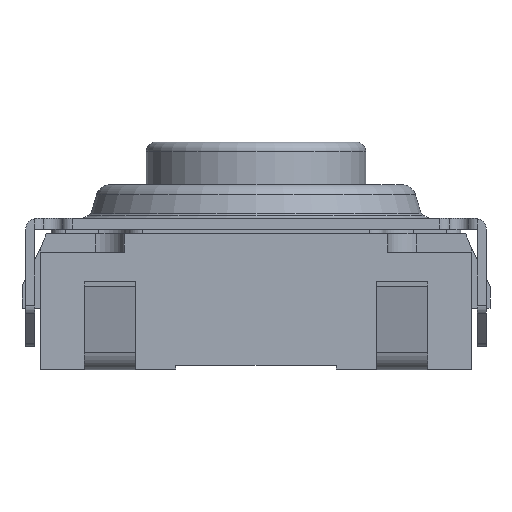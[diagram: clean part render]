
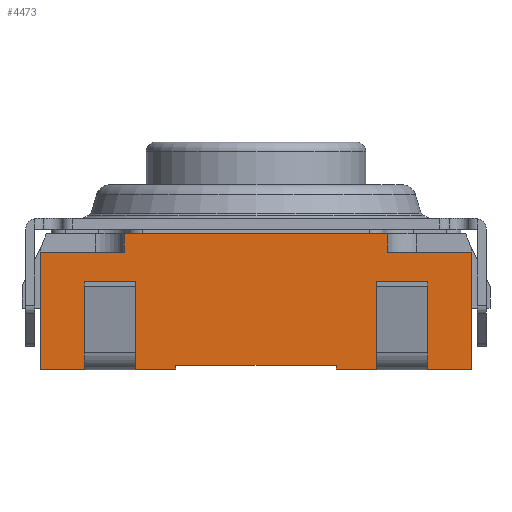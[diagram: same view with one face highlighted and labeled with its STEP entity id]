
A CAD part, front view. The second image highlights one B-rep face of the part: STEP entity #4473.
In plain terms, the highlighted planar face has unit normal (0, -1, 0).
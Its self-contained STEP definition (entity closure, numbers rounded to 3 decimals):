
#326=FACE_OUTER_BOUND('',#561,.T.);
#561=EDGE_LOOP('',(#3916,#3917,#3918,#3919,#3920,#3921,#3922,#3923,#3924,
#3925,#3926,#3927,#3928,#3929,#3930,#3931,#3932,#3933,#3934,#3935));
#997=LINE('',#6945,#1447);
#1003=LINE('',#6957,#1453);
#1032=LINE('',#7026,#1482);
#1038=LINE('',#7038,#1488);
#1046=LINE('',#7061,#1496);
#1052=LINE('',#7073,#1502);
#1057=LINE('',#7084,#1507);
#1074=LINE('',#7130,#1524);
#1077=LINE('',#7135,#1527);
#1078=LINE('',#7137,#1528);
#1138=LINE('',#7296,#1588);
#1159=LINE('',#7344,#1609);
#1177=LINE('',#7418,#1627);
#1178=LINE('',#7422,#1628);
#1187=LINE('',#7443,#1637);
#1190=LINE('',#7451,#1640);
#1192=LINE('',#7454,#1642);
#1193=LINE('',#7456,#1643);
#1194=LINE('',#7458,#1644);
#1195=LINE('',#7459,#1645);
#1447=VECTOR('',#5595,10.);
#1453=VECTOR('',#5601,10.);
#1482=VECTOR('',#5662,10.);
#1488=VECTOR('',#5668,10.);
#1496=VECTOR('',#5688,10.);
#1502=VECTOR('',#5700,10.);
#1507=VECTOR('',#5711,10.);
#1524=VECTOR('',#5758,10.);
#1527=VECTOR('',#5765,10.);
#1528=VECTOR('',#5768,10.);
#1588=VECTOR('',#5942,10.);
#1609=VECTOR('',#5975,10.);
#1627=VECTOR('',#6059,10.);
#1628=VECTOR('',#6066,10.);
#1637=VECTOR('',#6087,10.);
#1640=VECTOR('',#6096,10.);
#1642=VECTOR('',#6100,10.);
#1643=VECTOR('',#6101,10.);
#1644=VECTOR('',#6102,10.);
#1645=VECTOR('',#6103,10.);
#1920=VERTEX_POINT('',#6942);
#1921=VERTEX_POINT('',#6944);
#1926=VERTEX_POINT('',#6954);
#1927=VERTEX_POINT('',#6956);
#1950=VERTEX_POINT('',#7023);
#1951=VERTEX_POINT('',#7025);
#1956=VERTEX_POINT('',#7035);
#1957=VERTEX_POINT('',#7037);
#1966=VERTEX_POINT('',#7059);
#1969=VERTEX_POINT('',#7072);
#1985=VERTEX_POINT('',#7126);
#1986=VERTEX_POINT('',#7128);
#2028=VERTEX_POINT('',#7295);
#2048=VERTEX_POINT('',#7341);
#2049=VERTEX_POINT('',#7343);
#2072=VERTEX_POINT('',#7416);
#2078=VERTEX_POINT('',#7442);
#2080=VERTEX_POINT('',#7450);
#2081=VERTEX_POINT('',#7455);
#2082=VERTEX_POINT('',#7457);
#2463=EDGE_CURVE('',#1921,#1920,#997,.T.);
#2469=EDGE_CURVE('',#1927,#1926,#1003,.T.);
#2503=EDGE_CURVE('',#1951,#1950,#1032,.T.);
#2509=EDGE_CURVE('',#1957,#1956,#1038,.T.);
#2521=EDGE_CURVE('',#1926,#1966,#1046,.T.);
#2527=EDGE_CURVE('',#1969,#1921,#1052,.T.);
#2533=EDGE_CURVE('',#1966,#1969,#1057,.T.);
#2555=EDGE_CURVE('',#1985,#1986,#1074,.T.);
#2558=EDGE_CURVE('',#1986,#1951,#1077,.T.);
#2559=EDGE_CURVE('',#1956,#1985,#1078,.T.);
#2638=EDGE_CURVE('',#1957,#2028,#1138,.T.);
#2662=EDGE_CURVE('',#2048,#2049,#1159,.T.);
#2698=EDGE_CURVE('',#2048,#2072,#1177,.T.);
#2700=EDGE_CURVE('',#2072,#2028,#1178,.T.);
#2710=EDGE_CURVE('',#2078,#2049,#1187,.T.);
#2714=EDGE_CURVE('',#2080,#2078,#1190,.T.);
#2716=EDGE_CURVE('',#1920,#2080,#1192,.T.);
#2717=EDGE_CURVE('',#1950,#2081,#1193,.T.);
#2718=EDGE_CURVE('',#2081,#2082,#1194,.T.);
#2719=EDGE_CURVE('',#2082,#1927,#1195,.T.);
#3916=ORIENTED_EDGE('',*,*,#2527,.T.);
#3917=ORIENTED_EDGE('',*,*,#2463,.T.);
#3918=ORIENTED_EDGE('',*,*,#2716,.T.);
#3919=ORIENTED_EDGE('',*,*,#2714,.T.);
#3920=ORIENTED_EDGE('',*,*,#2710,.T.);
#3921=ORIENTED_EDGE('',*,*,#2662,.F.);
#3922=ORIENTED_EDGE('',*,*,#2698,.T.);
#3923=ORIENTED_EDGE('',*,*,#2700,.T.);
#3924=ORIENTED_EDGE('',*,*,#2638,.F.);
#3925=ORIENTED_EDGE('',*,*,#2509,.T.);
#3926=ORIENTED_EDGE('',*,*,#2559,.T.);
#3927=ORIENTED_EDGE('',*,*,#2555,.T.);
#3928=ORIENTED_EDGE('',*,*,#2558,.T.);
#3929=ORIENTED_EDGE('',*,*,#2503,.T.);
#3930=ORIENTED_EDGE('',*,*,#2717,.T.);
#3931=ORIENTED_EDGE('',*,*,#2718,.T.);
#3932=ORIENTED_EDGE('',*,*,#2719,.T.);
#3933=ORIENTED_EDGE('',*,*,#2469,.T.);
#3934=ORIENTED_EDGE('',*,*,#2521,.T.);
#3935=ORIENTED_EDGE('',*,*,#2533,.T.);
#4260=PLANE('',#4900);
#4473=ADVANCED_FACE('',(#326),#4260,.T.);
#4900=AXIS2_PLACEMENT_3D('',#7453,#6098,#6099);
#5595=DIRECTION('',(1.,0.,0.));
#5601=DIRECTION('',(1.,0.,0.));
#5662=DIRECTION('',(1.,0.,0.));
#5668=DIRECTION('',(1.,0.,0.));
#5688=DIRECTION('',(0.,0.,1.));
#5700=DIRECTION('',(0.,0.,-1.));
#5711=DIRECTION('',(1.,0.,0.));
#5758=DIRECTION('',(1.,0.,0.));
#5765=DIRECTION('',(0.,0.,-1.));
#5768=DIRECTION('',(0.,0.,1.));
#5942=DIRECTION('',(0.,0.,1.));
#5975=DIRECTION('',(1.,0.,0.));
#6059=DIRECTION('',(0.,0.,-1.));
#6066=DIRECTION('',(-1.,0.,0.));
#6087=DIRECTION('',(0.,0.,1.));
#6096=DIRECTION('',(-1.,0.,0.));
#6098=DIRECTION('center_axis',(0.,-1.,0.));
#6099=DIRECTION('ref_axis',(1.,0.,0.));
#6100=DIRECTION('',(0.,0.,1.));
#6101=DIRECTION('',(0.,0.,1.));
#6102=DIRECTION('',(1.,0.,0.));
#6103=DIRECTION('',(0.,0.,-1.));
#6942=CARTESIAN_POINT('',(0.564,-0.626,-0.925));
#6944=CARTESIAN_POINT('',(-0.036,-0.626,-0.925));
#6945=CARTESIAN_POINT('',(-5.336,-0.626,-0.925));
#6954=CARTESIAN_POINT('',(-0.736,-0.626,-0.925));
#6956=CARTESIAN_POINT('',(-1.286,-0.626,-0.925));
#6957=CARTESIAN_POINT('',(-5.336,-0.626,-0.925));
#7023=CARTESIAN_POINT('',(-3.486,-0.626,-0.925));
#7025=CARTESIAN_POINT('',(-4.036,-0.626,-0.925));
#7026=CARTESIAN_POINT('',(-5.336,-0.626,-0.925));
#7035=CARTESIAN_POINT('',(-4.736,-0.626,-0.925));
#7037=CARTESIAN_POINT('',(-5.336,-0.626,-0.925));
#7038=CARTESIAN_POINT('',(-5.336,-0.626,-0.925));
#7059=CARTESIAN_POINT('',(-0.736,-0.626,-0.635));
#7061=CARTESIAN_POINT('',(-0.736,-0.626,-0.628));
#7072=CARTESIAN_POINT('',(-0.036,-0.626,-0.635));
#7073=CARTESIAN_POINT('',(-0.036,-0.626,-0.628));
#7084=CARTESIAN_POINT('',(-3.036,-0.626,-0.635));
#7126=CARTESIAN_POINT('',(-4.736,-0.626,-0.635));
#7128=CARTESIAN_POINT('',(-4.036,-0.626,-0.635));
#7130=CARTESIAN_POINT('',(-5.036,-0.626,-0.635));
#7135=CARTESIAN_POINT('',(-4.036,-0.626,-0.628));
#7137=CARTESIAN_POINT('',(-4.736,-0.626,-0.628));
#7295=CARTESIAN_POINT('',(-5.336,-0.626,0.675));
#7296=CARTESIAN_POINT('',(-5.336,-0.626,-0.925));
#7341=CARTESIAN_POINT('',(-4.186,-0.626,0.925));
#7343=CARTESIAN_POINT('',(-0.586,-0.626,0.925));
#7344=CARTESIAN_POINT('',(-5.336,-0.626,0.925));
#7416=CARTESIAN_POINT('',(-4.186,-0.626,0.675));
#7418=CARTESIAN_POINT('',(-4.186,-0.626,0.));
#7422=CARTESIAN_POINT('',(-5.049,-0.626,0.675));
#7442=CARTESIAN_POINT('',(-0.586,-0.626,0.675));
#7443=CARTESIAN_POINT('',(-0.586,-0.626,0.));
#7450=CARTESIAN_POINT('',(0.564,-0.626,0.675));
#7451=CARTESIAN_POINT('',(-2.674,-0.626,0.675));
#7453=CARTESIAN_POINT('Origin',(-5.336,-0.626,-0.925));
#7454=CARTESIAN_POINT('',(0.564,-0.626,-0.925));
#7455=CARTESIAN_POINT('',(-3.486,-0.626,-0.875));
#7456=CARTESIAN_POINT('',(-3.486,-0.626,-0.925));
#7457=CARTESIAN_POINT('',(-1.286,-0.626,-0.875));
#7458=CARTESIAN_POINT('',(-4.411,-0.626,-0.875));
#7459=CARTESIAN_POINT('',(-1.286,-0.626,-0.9));
